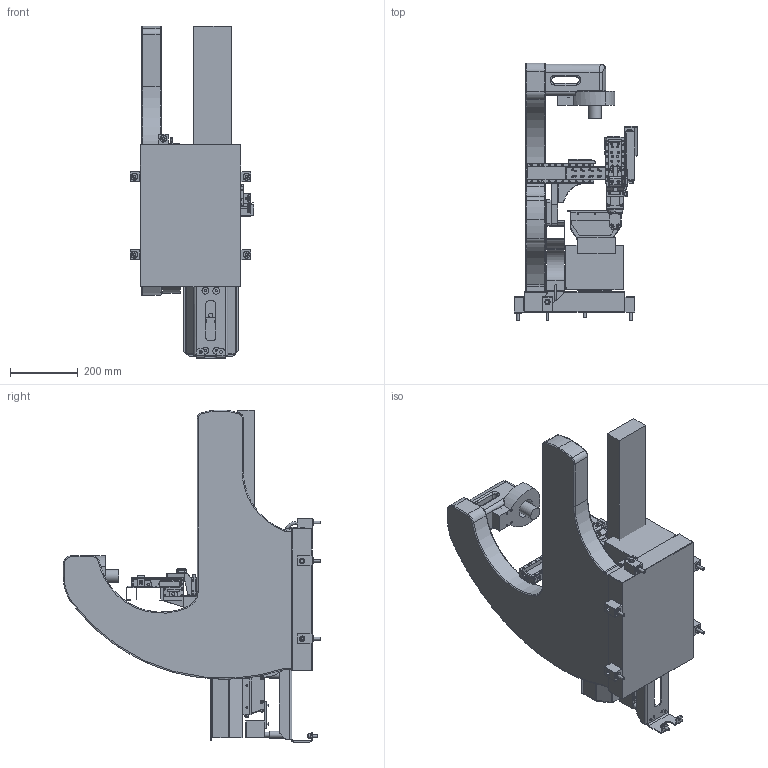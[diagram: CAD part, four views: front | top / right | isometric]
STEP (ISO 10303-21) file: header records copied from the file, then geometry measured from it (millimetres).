
FILE_DESCRIPTION(/* description */ ('Alibre Inc.'),/* implementation_level */ '2;1');
FILE_NAME(/* name */ 'export-2FA97C18-D812-4A11-9F96-94DC35EBE605',/* time_stamp */ '2023-12-14T12:52:13+01:00',/* author */ (''),/* organization */ (''),/* preprocessor_version */ 'ST-DEVELOPER v17',/* originating_system */ 'Alibre',/* authorisation */ '');
FILE_SCHEMA (('AUTOMOTIVE_DESIGN'));
Length unit declared in the file: millimetre
Products named in the file (1): CFHS_XL_240_v2.0
Bounding box: 366.02 x 760 x 980 mm (x, y, z)
Volume: 66183.9 mm3; surface area: 2523891.2 mm2
Topology: 4 solids, 128 shells, 1583 faces, 6026 edges, 4500 vertices
Faces by surface type: plane 820, cylinder 576, bspline 138, cone 49
Full cylindrical faces by diameter (mm): 2.05 x1, 2.459 x1, 2.5 x18, 3 x1, 3.2 x10, 3.242 x4, 3.3 x13, 3.959 x1, 4.2 x3, 4.459 x2, 4.5 x6, 4.917 x2, 5 x2, 5.5 x6, 5.7 x18, 6 x83, 6.5 x7, 6.6 x4, 6.92 x1, 7 x20, 7.2 x2, 7.3 x1, 7.5 x28, 8 x11, 8.5 x3, 9 x8, 9.5 x1, 10 x2, 12 x1, 13 x1
Entity records: 85978 total; most frequent: CARTESIAN_POINT 34789, DIRECTION 9101, ORIENTED_EDGE 9012, EDGE_CURVE 6001, VERTEX_POINT 4492, AXIS2_PLACEMENT_3D 3385, VECTOR 3151, LINE 3151
